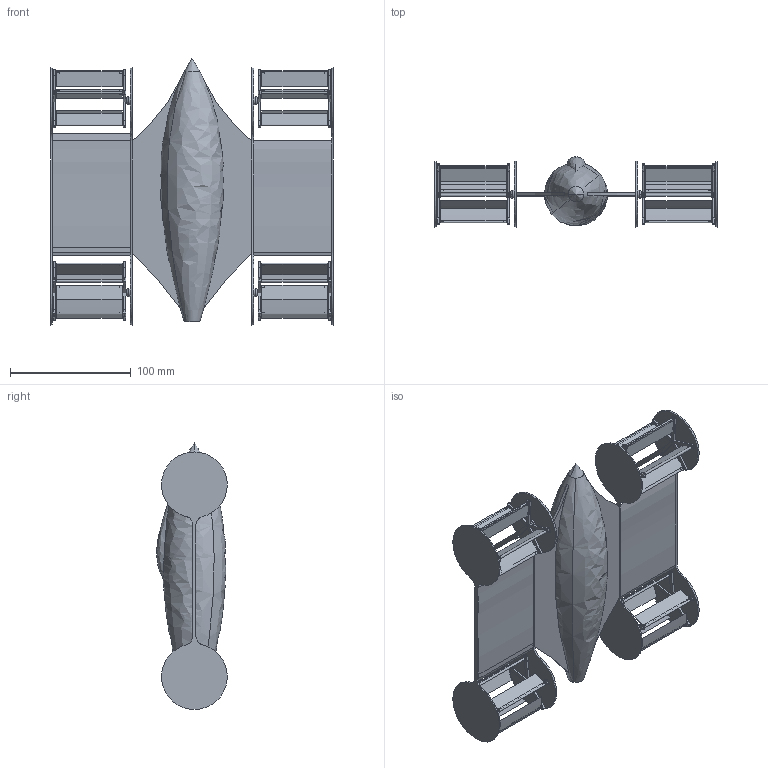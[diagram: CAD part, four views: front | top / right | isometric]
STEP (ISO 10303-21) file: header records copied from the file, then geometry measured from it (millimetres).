
FILE_DESCRIPTION(('FreeCAD Model'),'2;1');
FILE_NAME('Open CASCADE Shape Model','2025-04-25T11:40:06',('FreeCAD'),( 'FreeCAD'),'Open CASCADE STEP processor 7.6','FreeCAD','Unknown');
FILE_SCHEMA(('AUTOMOTIVE_DESIGN { 1 0 10303 214 1 1 1 1 }'));
Products named in the file (1): Open CASCADE STEP translator 7.6 1
Bounding box: 233.81 x 58.31 x 220.78 mm (x, y, z)
Volume: 385645.5 mm3; surface area: 183372.5 mm2
Topology: 80 solids, 80 shells, 1137 faces, 2550 edges, 1666 vertices
Faces by surface type: bspline 1137
Entity records: 48611 total; most frequent: CARTESIAN_POINT 33080, ORIENTED_EDGE 5092, EDGE_CURVE 2546, VERTEX_POINT 1666, B_SPLINE_CURVE_WITH_KNOTS 1648, FACE_BOUND 1290, EDGE_LOOP 1290, ADVANCED_FACE 1137
